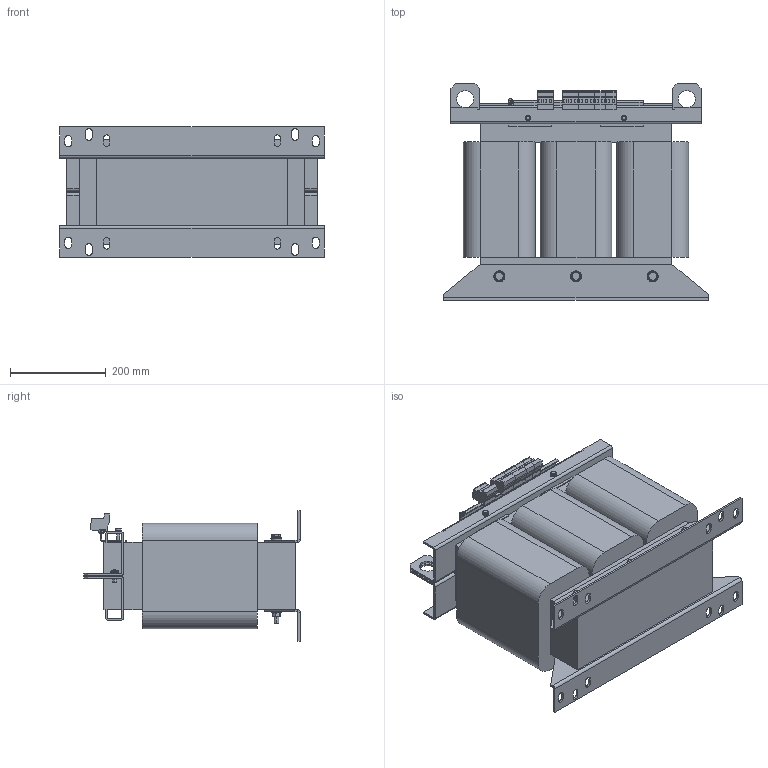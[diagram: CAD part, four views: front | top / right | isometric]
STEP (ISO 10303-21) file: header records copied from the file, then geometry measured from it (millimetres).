
FILE_DESCRIPTION (( 'STEP AP214' ), '1' );
FILE_NAME ('203771.STEP', '2020-05-28T18:38:06', ( '' ), ( '' ), 'SwSTEP 2.0', 'SolidWorks 2018', '' );
FILE_SCHEMA (( 'AUTOMOTIVE_DESIGN' ));
Length unit declared in the file: millimetre
Products named in the file (1): 203771
Bounding box: 552 x 452 x 272 mm (x, y, z)
Volume: 33256496.6 mm3; surface area: 1356379 mm2
Topology: 1 solids, 1 shells, 838 faces, 2025 edges, 1247 vertices
Faces by surface type: plane 538, cylinder 202, cone 64, torus 26, sphere 8
Entity records: 24660 total; most frequent: CARTESIAN_POINT 4815, DIRECTION 4124, ORIENTED_EDGE 4050, EDGE_CURVE 2025, AXIS2_PLACEMENT_3D 1384, VECTOR 1356, LINE 1356, VERTEX_POINT 1247
